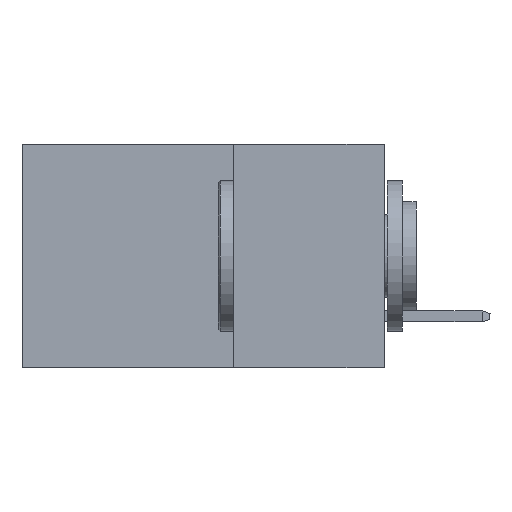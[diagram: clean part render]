
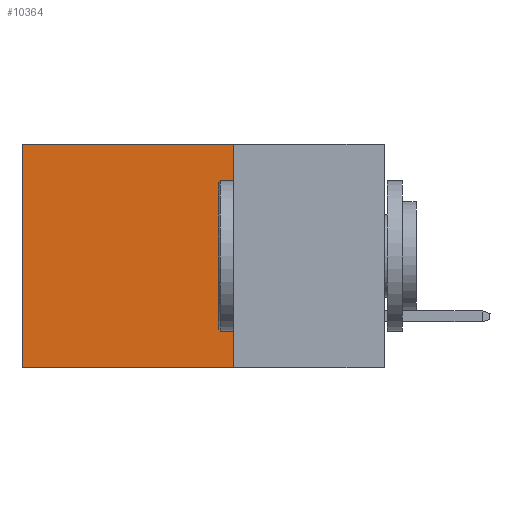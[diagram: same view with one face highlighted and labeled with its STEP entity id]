
A CAD part, left-side view. The second image highlights one B-rep face of the part: STEP entity #10364.
In plain terms, the highlighted planar face has unit normal (-1, 0, 0).
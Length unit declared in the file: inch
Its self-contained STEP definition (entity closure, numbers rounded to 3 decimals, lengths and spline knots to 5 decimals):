
#236 = ORIENTED_EDGE ( 'NONE', *, *, #6813, .F. ) ;
#264 = LINE ( 'NONE', #11647, #10145 ) ;
#296 = CARTESIAN_POINT ( 'NONE',  ( 0.2615, 0.25, 0. ) ) ;
#728 = VERTEX_POINT ( 'NONE', #2152 ) ;
#1368 = DIRECTION ( 'NONE',  ( 0., 1., 0. ) ) ;
#1605 = CARTESIAN_POINT ( 'NONE',  ( 0.2615, 0.25, -0.37 ) ) ;
#1693 = CARTESIAN_POINT ( 'NONE',  ( 0.2615, 0.6, 0. ) ) ;
#1917 = AXIS2_PLACEMENT_3D ( 'NONE', #10103, #10042, #4821 ) ;
#2152 = CARTESIAN_POINT ( 'NONE',  ( 0.2615, 0.25, -0.37 ) ) ;
#2806 = VERTEX_POINT ( 'NONE', #8473 ) ;
#3090 = CARTESIAN_POINT ( 'NONE',  ( 0.2615, 0.6, -0.37 ) ) ;
#3235 = DIRECTION ( 'NONE',  ( 0., 1., 0. ) ) ;
#3776 = DIRECTION ( 'NONE',  ( 0., 0., -1. ) ) ;
#4821 = DIRECTION ( 'NONE',  ( 0., 0., -1. ) ) ;
#5156 = VECTOR ( 'NONE', #3776, 39.37008 ) ;
#6087 = FACE_OUTER_BOUND ( 'NONE', #8350, .T. ) ;
#6813 = EDGE_CURVE ( 'NONE', #7072, #728, #10917, .T. ) ;
#6914 = EDGE_CURVE ( 'NONE', #12604, #2806, #7101, .T. ) ;
#7006 = EDGE_CURVE ( 'NONE', #728, #2806, #264, .T. ) ;
#7072 = VERTEX_POINT ( 'NONE', #12816 ) ;
#7101 = LINE ( 'NONE', #3090, #10985 ) ;
#7993 = VECTOR ( 'NONE', #1368, 39.37008 ) ;
#8350 = EDGE_LOOP ( 'NONE', ( #11288, #12722, #236, #10002 ) ) ;
#8473 = CARTESIAN_POINT ( 'NONE',  ( 0.2615, 0.6, -0.37 ) ) ;
#9626 = EDGE_CURVE ( 'NONE', #7072, #12604, #11696, .T. ) ;
#10002 = ORIENTED_EDGE ( 'NONE', *, *, #9626, .T. ) ;
#10042 = DIRECTION ( 'NONE',  ( 1., 0., 0. ) ) ;
#10103 = CARTESIAN_POINT ( 'NONE',  ( 0.2615, 0.25, -0.37 ) ) ;
#10145 = VECTOR ( 'NONE', #3235, 39.37008 ) ;
#10364 = ADVANCED_FACE ( 'NONE', ( #6087 ), #12208, .F. ) ;
#10917 = LINE ( 'NONE', #1605, #5156 ) ;
#10985 = VECTOR ( 'NONE', #11369, 39.37008 ) ;
#11288 = ORIENTED_EDGE ( 'NONE', *, *, #6914, .T. ) ;
#11369 = DIRECTION ( 'NONE',  ( 0., 0., -1. ) ) ;
#11647 = CARTESIAN_POINT ( 'NONE',  ( 0.2615, 0.25, -0.37 ) ) ;
#11696 = LINE ( 'NONE', #296, #7993 ) ;
#12208 = PLANE ( 'NONE',  #1917 ) ;
#12604 = VERTEX_POINT ( 'NONE', #1693 ) ;
#12722 = ORIENTED_EDGE ( 'NONE', *, *, #7006, .F. ) ;
#12816 = CARTESIAN_POINT ( 'NONE',  ( 0.2615, 0.25, 0. ) ) ;
